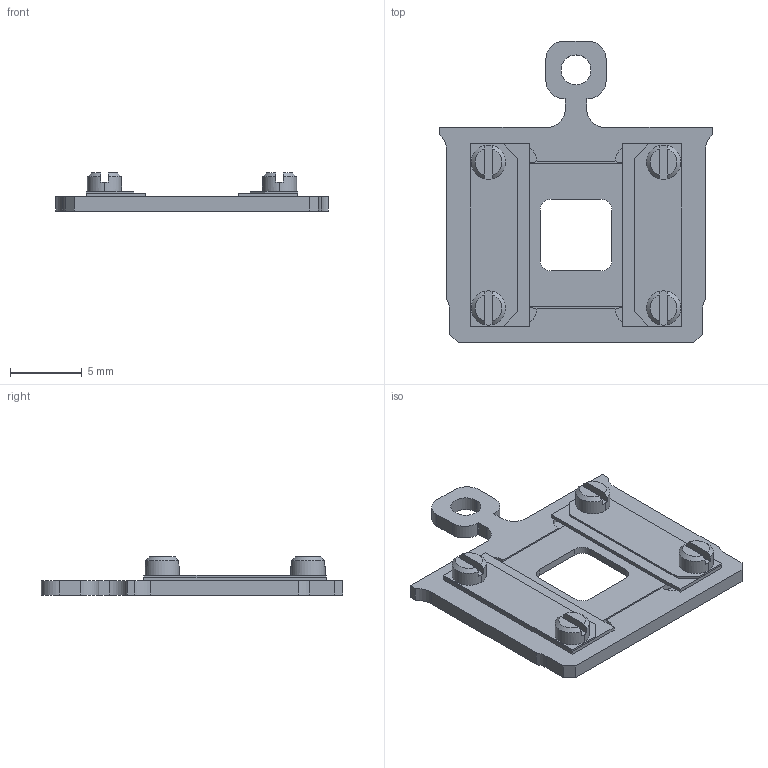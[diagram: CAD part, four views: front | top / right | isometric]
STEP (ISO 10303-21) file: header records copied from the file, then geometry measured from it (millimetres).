
FILE_DESCRIPTION (( 'STEP AP214' ), '1' );
FILE_NAME ('SN103337-02, PROBENPLATTE ASSEMBLY, MOLY.STEP', '2020-05-07T19:42:07', ( '' ), ( '' ), 'SwSTEP 2.0', 'SolidWorks 2010', '' );
FILE_SCHEMA (( 'AUTOMOTIVE_DESIGN' ));
Length unit declared in the file: inch
Products named in the file (1): SN103337-02, PROBENPLATTE ASSEMBLY, MOLY
Bounding box: 19 x 21 x 2.65 mm (x, y, z)
Surface area: 1011.6 mm2 (no closed solid volume)
Topology: 0 solids, 14 shells, 131 faces, 401 edges, 282 vertices
Faces by surface type: plane 88, cylinder 35, cone 8
Entity records: 6292 total; most frequent: CARTESIAN_POINT 863, DIRECTION 799, ORIENTED_EDGE 706, EDGE_CURVE 401, AXIS2_PLACEMENT_3D 282, VERTEX_POINT 282, LINE 235, VECTOR 235
